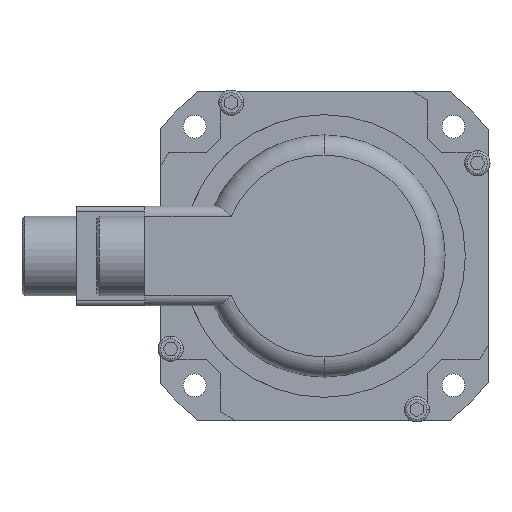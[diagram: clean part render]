
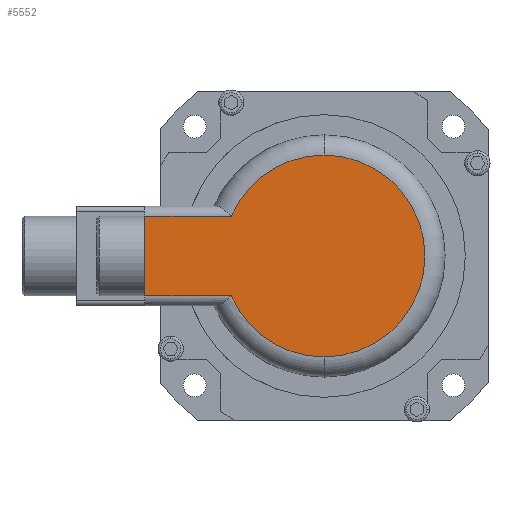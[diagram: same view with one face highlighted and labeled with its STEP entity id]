
A CAD part, left-side view. The second image highlights one B-rep face of the part: STEP entity #5552.
In plain terms, the highlighted planar face has unit normal (-1, 0, 0).
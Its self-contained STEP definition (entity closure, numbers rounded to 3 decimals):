
#150 = DIRECTION ( 'NONE',  ( -1., 0., 0. ) ) ;
#510 = DIRECTION ( 'NONE',  ( 1., 0., 0. ) ) ;
#790 = VERTEX_POINT ( 'NONE', #11365 ) ;
#1130 = EDGE_CURVE ( 'NONE', #12258, #9636, #7831, .T. ) ;
#1531 = DIRECTION ( 'NONE',  ( 0., 1., 0. ) ) ;
#1538 = CIRCLE ( 'NONE', #10718, 40. ) ;
#1587 = CARTESIAN_POINT ( 'NONE',  ( -111.75, 0., 15.75 ) ) ;
#2050 = AXIS2_PLACEMENT_3D ( 'NONE', #4516, #510, #7571 ) ;
#2192 = CIRCLE ( 'NONE', #12317, 40. ) ;
#2400 = CARTESIAN_POINT ( 'NONE',  ( -111.75, 71., 0. ) ) ;
#2438 = VECTOR ( 'NONE', #1531, 1000. ) ;
#3604 = VECTOR ( 'NONE', #12254, 1000. ) ;
#4161 = LINE ( 'NONE', #2400, #9482 ) ;
#4516 = CARTESIAN_POINT ( 'NONE',  ( -111.75, 0., 0. ) ) ;
#4702 = DIRECTION ( 'NONE',  ( -1., 0., 0. ) ) ;
#5173 = ORIENTED_EDGE ( 'NONE', *, *, #10225, .T. ) ;
#5270 = CARTESIAN_POINT ( 'NONE',  ( -111.75, 0., 0. ) ) ;
#5552 = ADVANCED_FACE ( 'NONE', ( #11775 ), #6558, .F. ) ;
#6021 = VERTEX_POINT ( 'NONE', #6221 ) ;
#6052 = AXIS2_PLACEMENT_3D ( 'NONE', #6207, #150, #7225 ) ;
#6207 = CARTESIAN_POINT ( 'NONE',  ( -111.75, 0., 0. ) ) ;
#6221 = CARTESIAN_POINT ( 'NONE',  ( -111.75, 36.769, -15.75 ) ) ;
#6271 = VERTEX_POINT ( 'NONE', #10640 ) ;
#6296 = DIRECTION ( 'NONE',  ( 0., 0., -1. ) ) ;
#6404 = CARTESIAN_POINT ( 'NONE',  ( -111.75, 0., -15.75 ) ) ;
#6558 = PLANE ( 'NONE',  #2050 ) ;
#6628 = EDGE_CURVE ( 'NONE', #6648, #9636, #4161, .T. ) ;
#6648 = VERTEX_POINT ( 'NONE', #8481 ) ;
#7070 = CARTESIAN_POINT ( 'NONE',  ( -111.75, 71., 15.75 ) ) ;
#7225 = DIRECTION ( 'NONE',  ( 0., 0., -1. ) ) ;
#7571 = DIRECTION ( 'NONE',  ( 0., 0., -1. ) ) ;
#7781 = EDGE_LOOP ( 'NONE', ( #11956, #10835, #10263, #8044, #5173, #9239 ) ) ;
#7831 = LINE ( 'NONE', #1587, #2438 ) ;
#8044 = ORIENTED_EDGE ( 'NONE', *, *, #12507, .T. ) ;
#8134 = EDGE_CURVE ( 'NONE', #6648, #6021, #11814, .T. ) ;
#8481 = CARTESIAN_POINT ( 'NONE',  ( -111.75, 71., -15.75 ) ) ;
#8750 = CARTESIAN_POINT ( 'NONE',  ( -111.75, 36.769, 15.75 ) ) ;
#9239 = ORIENTED_EDGE ( 'NONE', *, *, #1130, .T. ) ;
#9482 = VECTOR ( 'NONE', #11291, 1000. ) ;
#9636 = VERTEX_POINT ( 'NONE', #7070 ) ;
#10225 = EDGE_CURVE ( 'NONE', #790, #12258, #2192, .T. ) ;
#10263 = ORIENTED_EDGE ( 'NONE', *, *, #10880, .T. ) ;
#10634 = CARTESIAN_POINT ( 'NONE',  ( -111.75, 0., 0. ) ) ;
#10640 = CARTESIAN_POINT ( 'NONE',  ( -111.75, 0., -40. ) ) ;
#10718 = AXIS2_PLACEMENT_3D ( 'NONE', #5270, #12154, #6296 ) ;
#10835 = ORIENTED_EDGE ( 'NONE', *, *, #8134, .T. ) ;
#10880 = EDGE_CURVE ( 'NONE', #6021, #6271, #1538, .T. ) ;
#11291 = DIRECTION ( 'NONE',  ( 0., 0., 1. ) ) ;
#11365 = CARTESIAN_POINT ( 'NONE',  ( -111.75, 0., 40. ) ) ;
#11598 = DIRECTION ( 'NONE',  ( 0., 0., -1. ) ) ;
#11775 = FACE_OUTER_BOUND ( 'NONE', #7781, .T. ) ;
#11814 = LINE ( 'NONE', #6404, #3604 ) ;
#11956 = ORIENTED_EDGE ( 'NONE', *, *, #6628, .F. ) ;
#12154 = DIRECTION ( 'NONE',  ( -1., 0., 0. ) ) ;
#12254 = DIRECTION ( 'NONE',  ( 0., -1., 0. ) ) ;
#12258 = VERTEX_POINT ( 'NONE', #8750 ) ;
#12317 = AXIS2_PLACEMENT_3D ( 'NONE', #10634, #4702, #11598 ) ;
#12507 = EDGE_CURVE ( 'NONE', #6271, #790, #12679, .T. ) ;
#12679 = CIRCLE ( 'NONE', #6052, 40. ) ;
